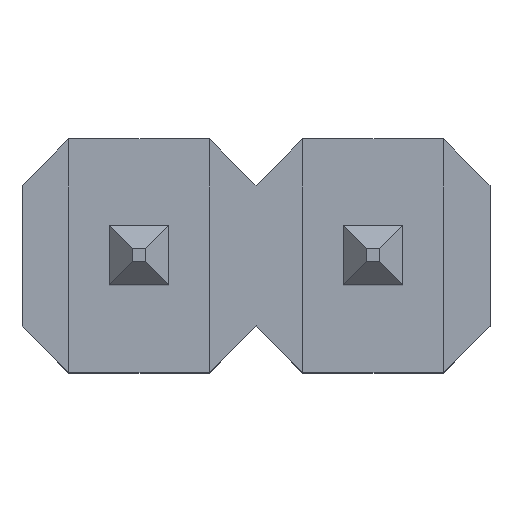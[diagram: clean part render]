
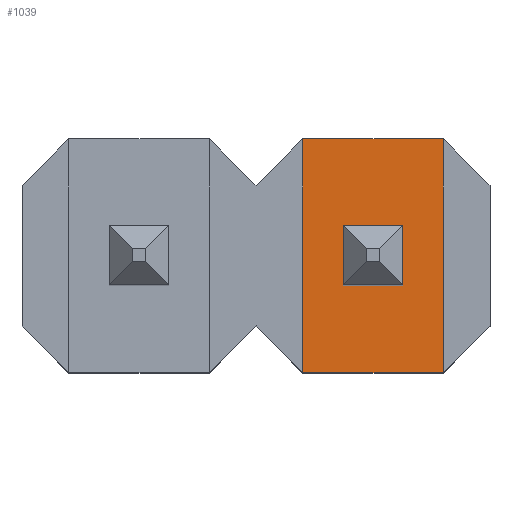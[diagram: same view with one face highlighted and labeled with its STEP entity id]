
A CAD part, top view. The second image highlights one B-rep face of the part: STEP entity #1039.
In plain terms, the highlighted planar face has unit normal (0, 0, 1).
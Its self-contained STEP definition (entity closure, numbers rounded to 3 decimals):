
#14=FACE_BOUND('',#142,.T.);
#81=FACE_OUTER_BOUND('',#141,.T.);
#141=EDGE_LOOP('',(#763,#764,#765,#766));
#142=EDGE_LOOP('',(#767,#768,#769,#770));
#218=LINE('',#1489,#356);
#220=LINE('',#1493,#358);
#222=LINE('',#1498,#360);
#224=LINE('',#1501,#362);
#228=LINE('',#1510,#366);
#230=LINE('',#1516,#368);
#233=LINE('',#1521,#371);
#234=LINE('',#1522,#372);
#356=VECTOR('',#1222,0.64);
#358=VECTOR('',#1226,0.64);
#360=VECTOR('',#1232,0.64);
#362=VECTOR('',#1236,0.64);
#366=VECTOR('',#1242,2.5);
#368=VECTOR('',#1246,2.5);
#371=VECTOR('',#1251,1.5);
#372=VECTOR('',#1252,1.5);
#481=VERTEX_POINT('',#1486);
#482=VERTEX_POINT('',#1488);
#483=VERTEX_POINT('',#1492);
#484=VERTEX_POINT('',#1497);
#485=VERTEX_POINT('',#1503);
#488=VERTEX_POINT('',#1508);
#490=VERTEX_POINT('',#1513);
#491=VERTEX_POINT('',#1515);
#578=EDGE_CURVE('',#482,#481,#218,.T.);
#580=EDGE_CURVE('',#483,#482,#220,.T.);
#582=EDGE_CURVE('',#484,#483,#222,.T.);
#584=EDGE_CURVE('',#481,#484,#224,.T.);
#588=EDGE_CURVE('',#488,#485,#228,.T.);
#590=EDGE_CURVE('',#491,#490,#230,.T.);
#593=EDGE_CURVE('',#485,#490,#233,.T.);
#594=EDGE_CURVE('',#491,#488,#234,.T.);
#763=ORIENTED_EDGE('',*,*,#593,.F.);
#764=ORIENTED_EDGE('',*,*,#588,.F.);
#765=ORIENTED_EDGE('',*,*,#594,.F.);
#766=ORIENTED_EDGE('',*,*,#590,.T.);
#767=ORIENTED_EDGE('',*,*,#578,.T.);
#768=ORIENTED_EDGE('',*,*,#584,.T.);
#769=ORIENTED_EDGE('',*,*,#582,.T.);
#770=ORIENTED_EDGE('',*,*,#580,.T.);
#979=PLANE('',#1119);
#1039=ADVANCED_FACE('',(#81,#14),#979,.T.);
#1119=AXIS2_PLACEMENT_3D('',#1520,#1249,#1250);
#1222=DIRECTION('',(0.,1.,0.));
#1226=DIRECTION('',(-1.,0.,0.));
#1232=DIRECTION('',(0.,-1.,0.));
#1236=DIRECTION('',(1.,0.,0.));
#1242=DIRECTION('',(0.,1.,0.));
#1246=DIRECTION('',(0.,1.,0.));
#1249=DIRECTION('center_axis',(0.,0.,1.));
#1250=DIRECTION('ref_axis',(1.,0.,0.));
#1251=DIRECTION('',(1.,0.,0.));
#1252=DIRECTION('',(-1.,0.,0.));
#1486=CARTESIAN_POINT('',(2.18,0.32,1.9));
#1488=CARTESIAN_POINT('',(2.18,-0.32,1.9));
#1489=CARTESIAN_POINT('',(2.18,-0.785,1.9));
#1492=CARTESIAN_POINT('',(2.82,-0.32,1.9));
#1493=CARTESIAN_POINT('',(2.285,-0.32,1.9));
#1497=CARTESIAN_POINT('',(2.82,0.32,1.9));
#1498=CARTESIAN_POINT('',(2.82,-0.465,1.9));
#1501=CARTESIAN_POINT('',(1.965,0.32,1.9));
#1503=CARTESIAN_POINT('',(1.75,1.25,1.9));
#1508=CARTESIAN_POINT('',(1.75,-1.25,1.9));
#1510=CARTESIAN_POINT('',(1.75,-1.25,1.9));
#1513=CARTESIAN_POINT('',(3.25,1.25,1.9));
#1515=CARTESIAN_POINT('',(3.25,-1.25,1.9));
#1516=CARTESIAN_POINT('',(3.25,-1.25,1.9));
#1520=CARTESIAN_POINT('Origin',(1.75,-1.25,1.9));
#1521=CARTESIAN_POINT('',(1.5,1.25,1.9));
#1522=CARTESIAN_POINT('',(2.75,-1.25,1.9));
